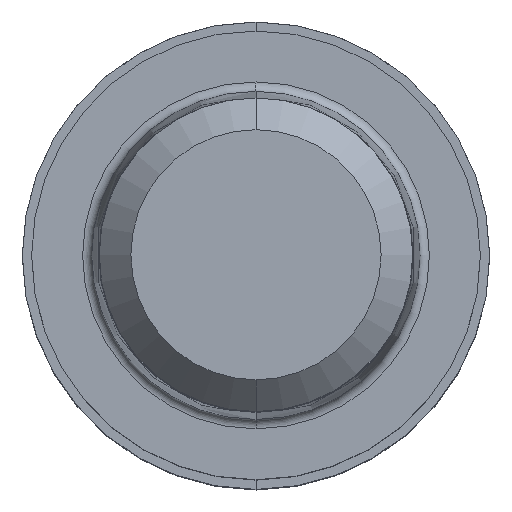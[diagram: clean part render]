
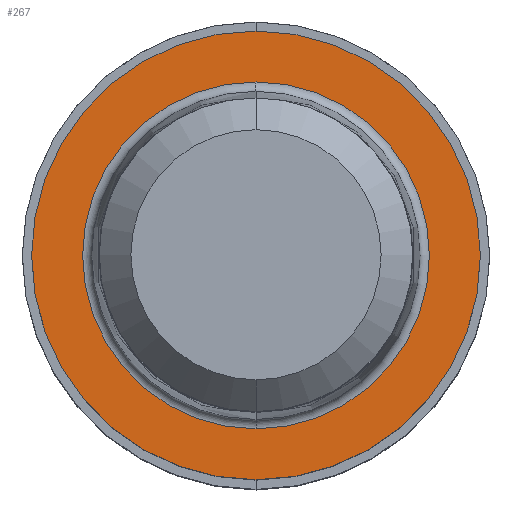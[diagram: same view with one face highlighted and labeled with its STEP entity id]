
A CAD part, top view. The second image highlights one B-rep face of the part: STEP entity #267.
In plain terms, the highlighted planar face has unit normal (0, 0, 1).
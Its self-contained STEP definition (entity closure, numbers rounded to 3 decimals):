
#199=VERTEX_POINT('',#537);
#223=EDGE_CURVE('',#199,#271,#563,.T.);
#267=ADVANCED_FACE('',(#611,#612),#613,.T.);
#271=VERTEX_POINT('',#618);
#283=VERTEX_POINT('',#634);
#323=EDGE_CURVE('',#283,#367,#677,.T.);
#343=EDGE_CURVE('',#367,#283,#699,.T.);
#367=VERTEX_POINT('',#728);
#453=EDGE_CURVE('',#271,#199,#826,.T.);
#537=CARTESIAN_POINT('',(0.,-9.275,0.01));
#563=CIRCLE('',#944,9.275);
#611=FACE_OUTER_BOUND('',#1003,.T.);
#612=FACE_BOUND('',#1004,.T.);
#613=PLANE('',#1005);
#618=CARTESIAN_POINT('',(0.0,9.275,0.01));
#634=CARTESIAN_POINT('',(0.0,12.0,0.01));
#677=CIRCLE('',#1087,12.0);
#699=CIRCLE('',#1114,12.0);
#728=CARTESIAN_POINT('',(0.,-12.0,0.01));
#826=CIRCLE('',#1275,9.275);
#944=AXIS2_PLACEMENT_3D('',#1397,#1398,#1399);
#1003=EDGE_LOOP('',(#1461,#1462));
#1004=EDGE_LOOP('',(#1463,#1464));
#1005=AXIS2_PLACEMENT_3D('',#1465,#1466,#1467);
#1087=AXIS2_PLACEMENT_3D('',#1555,#1556,#1557);
#1114=AXIS2_PLACEMENT_3D('',#1579,#1580,#1581);
#1275=AXIS2_PLACEMENT_3D('',#1745,#1746,#1747);
#1397=CARTESIAN_POINT('',(0.0,0.0,0.01));
#1398=DIRECTION('',(0.0,0.0,-1.0));
#1399=DIRECTION('',(0.0,1.0,0.0));
#1461=ORIENTED_EDGE('',*,*,#323,.F.);
#1462=ORIENTED_EDGE('',*,*,#343,.F.);
#1463=ORIENTED_EDGE('',*,*,#453,.T.);
#1464=ORIENTED_EDGE('',*,*,#223,.T.);
#1465=CARTESIAN_POINT('',(0.0,6.0,0.01));
#1466=DIRECTION('',(-0.0,0.0,1.0));
#1467=DIRECTION('',(0.0,-1.0,0.0));
#1555=CARTESIAN_POINT('',(0.0,0.0,0.01));
#1556=DIRECTION('',(0.0,0.0,-1.0));
#1557=DIRECTION('',(0.0,1.0,0.0));
#1579=CARTESIAN_POINT('',(0.0,0.0,0.01));
#1580=DIRECTION('',(0.0,0.0,-1.0));
#1581=DIRECTION('',(0.0,1.0,0.0));
#1745=CARTESIAN_POINT('',(0.0,0.0,0.01));
#1746=DIRECTION('',(0.0,0.0,-1.0));
#1747=DIRECTION('',(0.0,1.0,0.0));
